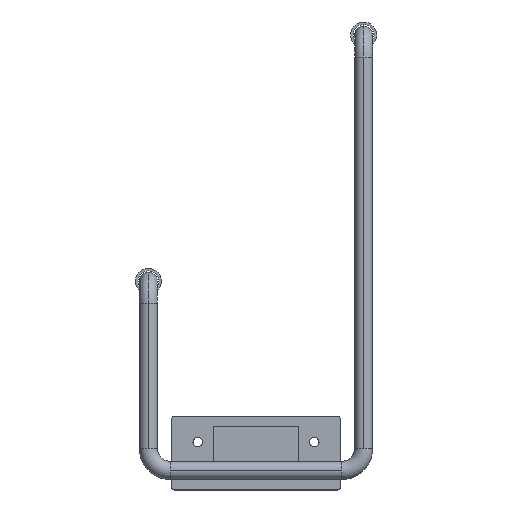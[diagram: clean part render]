
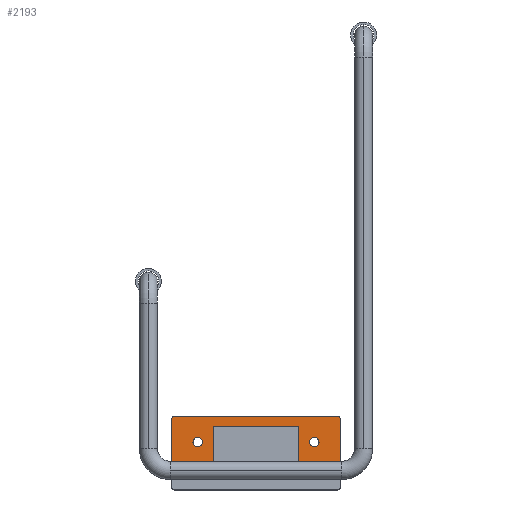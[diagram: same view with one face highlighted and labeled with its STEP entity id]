
A CAD part, left-side view. The second image highlights one B-rep face of the part: STEP entity #2193.
In plain terms, the highlighted face is planar.
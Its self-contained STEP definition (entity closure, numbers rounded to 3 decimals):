
#11 = ORIENTED_EDGE ( 'NONE', *, *, #1440, .T. ) ;
#27 = DIRECTION ( 'NONE',  ( 0., -1., 0. ) ) ;
#44 = ORIENTED_EDGE ( 'NONE', *, *, #2911, .F. ) ;
#66 = LINE ( 'NONE', #2631, #2078 ) ;
#74 = VECTOR ( 'NONE', #1299, 1000. ) ;
#127 = CARTESIAN_POINT ( 'NONE',  ( -32.207, -13.957, -6.5 ) ) ;
#142 = VECTOR ( 'NONE', #143, 1000. ) ;
#143 = DIRECTION ( 'NONE',  ( 1., 0., 0. ) ) ;
#179 = ORIENTED_EDGE ( 'NONE', *, *, #1315, .F. ) ;
#188 = AXIS2_PLACEMENT_3D ( 'NONE', #2265, #1439, #1446 ) ;
#191 = ORIENTED_EDGE ( 'NONE', *, *, #938, .T. ) ;
#204 = CARTESIAN_POINT ( 'NONE',  ( 22.5, -4.25, -6.5 ) ) ;
#209 = DIRECTION ( 'NONE',  ( 0.707, -0.707, 0. ) ) ;
#228 = ORIENTED_EDGE ( 'NONE', *, *, #2068, .F. ) ;
#238 = VERTEX_POINT ( 'NONE', #326 ) ;
#240 = CARTESIAN_POINT ( 'NONE',  ( -22.5, -4.25, -6.5 ) ) ;
#260 = VERTEX_POINT ( 'NONE', #1703 ) ;
#279 = LINE ( 'NONE', #1189, #1031 ) ;
#326 = CARTESIAN_POINT ( 'NONE',  ( 20.7, -4.25, -6.5 ) ) ;
#364 = AXIS2_PLACEMENT_3D ( 'NONE', #1867, #2387, #771 ) ;
#365 = DIRECTION ( 'NONE',  ( 0., 1., 0. ) ) ;
#388 = AXIS2_PLACEMENT_3D ( 'NONE', #204, #3445, #1797 ) ;
#410 = DIRECTION ( 'NONE',  ( 0., 1., 0. ) ) ;
#413 = DIRECTION ( 'NONE',  ( 0., 0., 1. ) ) ;
#467 = CARTESIAN_POINT ( 'NONE',  ( -32.5, 3.25, -6.5 ) ) ;
#476 = VECTOR ( 'NONE', #365, 1000. ) ;
#491 = CARTESIAN_POINT ( 'NONE',  ( -16.5, 3.25, -6.5 ) ) ;
#494 = LINE ( 'NONE', #1370, #2762 ) ;
#516 = PLANE ( 'NONE',  #1161 ) ;
#529 = FACE_BOUND ( 'NONE', #561, .T. ) ;
#540 = EDGE_CURVE ( 'NONE', #2612, #2799, #1041, .T. ) ;
#561 = EDGE_LOOP ( 'NONE', ( #11, #1972 ) ) ;
#582 = CARTESIAN_POINT ( 'NONE',  ( -22.5, -4.25, -6.5 ) ) ;
#614 = DIRECTION ( 'NONE',  ( 1., 0., 0. ) ) ;
#640 = LINE ( 'NONE', #2577, #2018 ) ;
#689 = VERTEX_POINT ( 'NONE', #3148 ) ;
#771 = DIRECTION ( 'NONE',  ( 1., 0., 0. ) ) ;
#775 = VERTEX_POINT ( 'NONE', #914 ) ;
#868 = CARTESIAN_POINT ( 'NONE',  ( 24.3, -4.25, -6.5 ) ) ;
#886 = VERTEX_POINT ( 'NONE', #1542 ) ;
#914 = CARTESIAN_POINT ( 'NONE',  ( 32.5, 3.25, -6.5 ) ) ;
#938 = EDGE_CURVE ( 'NONE', #1372, #775, #2084, .T. ) ;
#942 = DIRECTION ( 'NONE',  ( -0.707, -0.707, 0. ) ) ;
#973 = EDGE_CURVE ( 'NONE', #689, #2870, #1434, .T. ) ;
#1006 = DIRECTION ( 'NONE',  ( 0., -1., 0. ) ) ;
#1031 = VECTOR ( 'NONE', #410, 1000. ) ;
#1041 = CIRCLE ( 'NONE', #3210, 1. ) ;
#1057 = VERTEX_POINT ( 'NONE', #2475 ) ;
#1063 = LINE ( 'NONE', #1731, #476 ) ;
#1161 = AXIS2_PLACEMENT_3D ( 'NONE', #1903, #1344, #1865 ) ;
#1166 = AXIS2_PLACEMENT_3D ( 'NONE', #240, #2154, #2421 ) ;
#1189 = CARTESIAN_POINT ( 'NONE',  ( 16.5, -10.25, -6.5 ) ) ;
#1253 = ORIENTED_EDGE ( 'NONE', *, *, #3333, .F. ) ;
#1262 = FACE_OUTER_BOUND ( 'NONE', #2146, .T. ) ;
#1299 = DIRECTION ( 'NONE',  ( 1., 0., 0. ) ) ;
#1315 = EDGE_CURVE ( 'NONE', #2480, #260, #1345, .T. ) ;
#1344 = DIRECTION ( 'NONE',  ( 0., 0., 1. ) ) ;
#1345 = CIRCLE ( 'NONE', #2991, 1. ) ;
#1370 = CARTESIAN_POINT ( 'NONE',  ( -16.5, 3.25, -6.5 ) ) ;
#1372 = VERTEX_POINT ( 'NONE', #2688 ) ;
#1375 = EDGE_LOOP ( 'NONE', ( #2532, #2375 ) ) ;
#1434 = CIRCLE ( 'NONE', #1166, 1.8 ) ;
#1439 = DIRECTION ( 'NONE',  ( 0., 0., 1. ) ) ;
#1440 = EDGE_CURVE ( 'NONE', #238, #2744, #3150, .T. ) ;
#1446 = DIRECTION ( 'NONE',  ( 0.707, -0.707, 0. ) ) ;
#1470 = CIRCLE ( 'NONE', #188, 1. ) ;
#1496 = CARTESIAN_POINT ( 'NONE',  ( -20.7, -4.25, -6.5 ) ) ;
#1507 = CARTESIAN_POINT ( 'NONE',  ( -31.5, -13.25, -6.5 ) ) ;
#1531 = AXIS2_PLACEMENT_3D ( 'NONE', #582, #2208, #1890 ) ;
#1542 = CARTESIAN_POINT ( 'NONE',  ( 16.5, -10.25, -6.5 ) ) ;
#1577 = EDGE_CURVE ( 'NONE', #3490, #1057, #494, .T. ) ;
#1580 = ORIENTED_EDGE ( 'NONE', *, *, #1577, .T. ) ;
#1642 = CARTESIAN_POINT ( 'NONE',  ( -32.5, 3.25, -6.5 ) ) ;
#1672 = LINE ( 'NONE', #3424, #142 ) ;
#1680 = EDGE_CURVE ( 'NONE', #2137, #2612, #1470, .T. ) ;
#1703 = CARTESIAN_POINT ( 'NONE',  ( -31.5, -14.25, -6.5 ) ) ;
#1731 = CARTESIAN_POINT ( 'NONE',  ( 32.5, -13.25, -6.5 ) ) ;
#1762 = CARTESIAN_POINT ( 'NONE',  ( 32.5, -13.25, -6.5 ) ) ;
#1793 = EDGE_CURVE ( 'NONE', #886, #1372, #279, .T. ) ;
#1797 = DIRECTION ( 'NONE',  ( 1., 0., 0. ) ) ;
#1824 = DIRECTION ( 'NONE',  ( 1., 0., 0. ) ) ;
#1847 = ORIENTED_EDGE ( 'NONE', *, *, #3301, .F. ) ;
#1865 = DIRECTION ( 'NONE',  ( 1., 0., 0. ) ) ;
#1867 = CARTESIAN_POINT ( 'NONE',  ( 22.5, -4.25, -6.5 ) ) ;
#1885 = CIRCLE ( 'NONE', #388, 1.8 ) ;
#1890 = DIRECTION ( 'NONE',  ( 1., 0., 0. ) ) ;
#1893 = FACE_BOUND ( 'NONE', #1375, .T. ) ;
#1903 = CARTESIAN_POINT ( 'NONE',  ( 0., 0., -6.5 ) ) ;
#1972 = ORIENTED_EDGE ( 'NONE', *, *, #2931, .T. ) ;
#1995 = CARTESIAN_POINT ( 'NONE',  ( -32.5, -13.25, -6.5 ) ) ;
#2018 = VECTOR ( 'NONE', #614, 1000. ) ;
#2068 = EDGE_CURVE ( 'NONE', #2530, #2663, #2158, .T. ) ;
#2071 = EDGE_CURVE ( 'NONE', #1057, #886, #66, .T. ) ;
#2078 = VECTOR ( 'NONE', #1824, 1000. ) ;
#2084 = LINE ( 'NONE', #2386, #74 ) ;
#2085 = CARTESIAN_POINT ( 'NONE',  ( 31.5, -13.25, -6.5 ) ) ;
#2101 = ORIENTED_EDGE ( 'NONE', *, *, #3405, .T. ) ;
#2137 = VERTEX_POINT ( 'NONE', #2384 ) ;
#2146 = EDGE_LOOP ( 'NONE', ( #2703, #1847, #179, #44, #228, #2101, #1580, #3474, #2698, #191, #1253, #2669 ) ) ;
#2154 = DIRECTION ( 'NONE',  ( 0., 0., 1. ) ) ;
#2158 = LINE ( 'NONE', #467, #2968 ) ;
#2193 = ADVANCED_FACE ( 'NONE', ( #1262, #529, #1893 ), #516, .F. ) ;
#2208 = DIRECTION ( 'NONE',  ( 0., 0., 1. ) ) ;
#2230 = CIRCLE ( 'NONE', #2701, 1. ) ;
#2265 = CARTESIAN_POINT ( 'NONE',  ( 31.5, -13.25, -6.5 ) ) ;
#2297 = CIRCLE ( 'NONE', #1531, 1.8 ) ;
#2348 = CARTESIAN_POINT ( 'NONE',  ( -31.5, -13.25, -6.5 ) ) ;
#2375 = ORIENTED_EDGE ( 'NONE', *, *, #2503, .T. ) ;
#2384 = CARTESIAN_POINT ( 'NONE',  ( 31.5, -14.25, -6.5 ) ) ;
#2386 = CARTESIAN_POINT ( 'NONE',  ( 16.5, 3.25, -6.5 ) ) ;
#2387 = DIRECTION ( 'NONE',  ( 0., 0., 1. ) ) ;
#2392 = DIRECTION ( 'NONE',  ( -0.707, -0.707, 0. ) ) ;
#2421 = DIRECTION ( 'NONE',  ( 1., 0., 0. ) ) ;
#2460 = CARTESIAN_POINT ( 'NONE',  ( 32.207, -13.957, -6.5 ) ) ;
#2475 = CARTESIAN_POINT ( 'NONE',  ( -16.5, -10.25, -6.5 ) ) ;
#2480 = VERTEX_POINT ( 'NONE', #127 ) ;
#2503 = EDGE_CURVE ( 'NONE', #2870, #689, #2297, .T. ) ;
#2530 = VERTEX_POINT ( 'NONE', #1642 ) ;
#2532 = ORIENTED_EDGE ( 'NONE', *, *, #973, .T. ) ;
#2577 = CARTESIAN_POINT ( 'NONE',  ( -31.5, -14.25, -6.5 ) ) ;
#2612 = VERTEX_POINT ( 'NONE', #2460 ) ;
#2631 = CARTESIAN_POINT ( 'NONE',  ( -16.5, -10.25, -6.5 ) ) ;
#2663 = VERTEX_POINT ( 'NONE', #1995 ) ;
#2664 = DIRECTION ( 'NONE',  ( 0., 0., 1. ) ) ;
#2669 = ORIENTED_EDGE ( 'NONE', *, *, #540, .F. ) ;
#2688 = CARTESIAN_POINT ( 'NONE',  ( 16.5, 3.25, -6.5 ) ) ;
#2698 = ORIENTED_EDGE ( 'NONE', *, *, #1793, .T. ) ;
#2701 = AXIS2_PLACEMENT_3D ( 'NONE', #2348, #2664, #2392 ) ;
#2703 = ORIENTED_EDGE ( 'NONE', *, *, #1680, .F. ) ;
#2744 = VERTEX_POINT ( 'NONE', #868 ) ;
#2762 = VECTOR ( 'NONE', #27, 1000. ) ;
#2799 = VERTEX_POINT ( 'NONE', #1762 ) ;
#2870 = VERTEX_POINT ( 'NONE', #1496 ) ;
#2907 = DIRECTION ( 'NONE',  ( 0., 0., 1. ) ) ;
#2911 = EDGE_CURVE ( 'NONE', #2663, #2480, #2230, .T. ) ;
#2931 = EDGE_CURVE ( 'NONE', #2744, #238, #1885, .T. ) ;
#2968 = VECTOR ( 'NONE', #1006, 1000. ) ;
#2991 = AXIS2_PLACEMENT_3D ( 'NONE', #1507, #413, #942 ) ;
#3148 = CARTESIAN_POINT ( 'NONE',  ( -24.3, -4.25, -6.5 ) ) ;
#3150 = CIRCLE ( 'NONE', #364, 1.8 ) ;
#3210 = AXIS2_PLACEMENT_3D ( 'NONE', #2085, #2907, #209 ) ;
#3301 = EDGE_CURVE ( 'NONE', #260, #2137, #640, .T. ) ;
#3333 = EDGE_CURVE ( 'NONE', #2799, #775, #1063, .T. ) ;
#3405 = EDGE_CURVE ( 'NONE', #2530, #3490, #1672, .T. ) ;
#3424 = CARTESIAN_POINT ( 'NONE',  ( -32.5, 3.25, -6.5 ) ) ;
#3445 = DIRECTION ( 'NONE',  ( 0., 0., 1. ) ) ;
#3474 = ORIENTED_EDGE ( 'NONE', *, *, #2071, .T. ) ;
#3490 = VERTEX_POINT ( 'NONE', #491 ) ;
